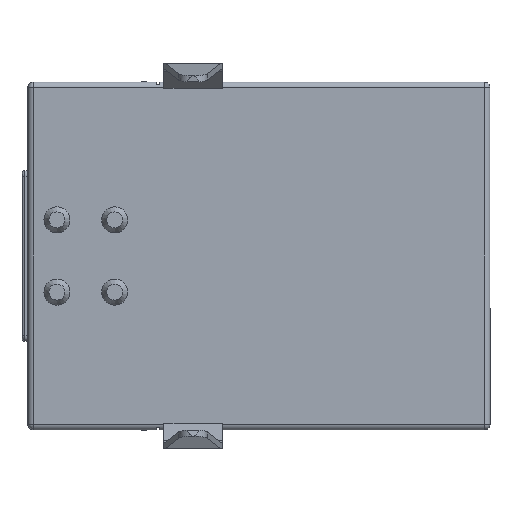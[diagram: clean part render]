
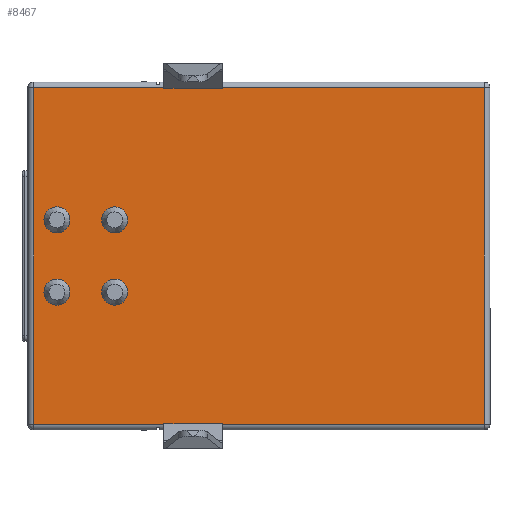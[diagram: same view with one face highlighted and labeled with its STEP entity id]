
A CAD part, front view. The second image highlights one B-rep face of the part: STEP entity #8467.
In plain terms, the highlighted planar face has unit normal (0, -1, 0).
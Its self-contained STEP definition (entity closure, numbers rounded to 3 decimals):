
#3 = EDGE_CURVE ( 'NONE', #10073, #487, #2106, .T. ) ;
#417 = EDGE_CURVE ( 'NONE', #547, #420, #2993, .T. ) ;
#420 = VERTEX_POINT ( 'NONE', #2949 ) ;
#425 = ORIENTED_EDGE ( 'NONE', *, *, #15555, .F. ) ;
#445 = ORIENTED_EDGE ( 'NONE', *, *, #417, .F. ) ;
#485 = ORIENTED_EDGE ( 'NONE', *, *, #10074, .F. ) ;
#487 = VERTEX_POINT ( 'NONE', #3114 ) ;
#493 = EDGE_LOOP ( 'NONE', ( #15578 ) ) ;
#497 = ORIENTED_EDGE ( 'NONE', *, *, #3, .T. ) ;
#501 = EDGE_LOOP ( 'NONE', ( #425 ) ) ;
#528 = EDGE_CURVE ( 'NONE', #530, #10476, #3190, .T. ) ;
#530 = VERTEX_POINT ( 'NONE', #3191 ) ;
#547 = VERTEX_POINT ( 'NONE', #3179 ) ;
#2103 = DIRECTION ( 'NONE',  ( 1., 0., 0. ) ) ;
#2104 = VECTOR ( 'NONE', #2103, 1000. ) ;
#2105 = CARTESIAN_POINT ( 'NONE',  ( 8., 0., -5.82 ) ) ;
#2106 = LINE ( 'NONE', #2105, #2104 ) ;
#2943 = DIRECTION ( 'NONE',  ( -1., 0., 0. ) ) ;
#2949 = CARTESIAN_POINT ( 'NONE',  ( -3.285, 0., -5.804 ) ) ;
#2963 = CARTESIAN_POINT ( 'NONE',  ( 8.715, 0., -5.804 ) ) ;
#2991 = VECTOR ( 'NONE', #2943, 1000. ) ;
#2993 = LINE ( 'NONE', #2963, #2991 ) ;
#3114 = CARTESIAN_POINT ( 'NONE',  ( 7.8, 0., -5.82 ) ) ;
#3179 = CARTESIAN_POINT ( 'NONE',  ( -1.275, 0., -5.804 ) ) ;
#3187 = DIRECTION ( 'NONE',  ( 0., 0., 1. ) ) ;
#3188 = VECTOR ( 'NONE', #3187, 1000. ) ;
#3189 = CARTESIAN_POINT ( 'NONE',  ( -3.285, 0., -14.248 ) ) ;
#3190 = LINE ( 'NONE', #3189, #3188 ) ;
#3191 = CARTESIAN_POINT ( 'NONE',  ( -3.285, 0., 5.804 ) ) ;
#5971 = CIRCLE ( 'NONE', #5975, 0.45 ) ;
#5975 = AXIS2_PLACEMENT_3D ( 'NONE', #5990, #5977, #6029 ) ;
#5977 = DIRECTION ( 'NONE',  ( 0., -1., 0. ) ) ;
#5990 = CARTESIAN_POINT ( 'NONE',  ( -4.99, 0., 1.25 ) ) ;
#6005 = FACE_BOUND ( 'NONE', #15911, .T. ) ;
#6029 = DIRECTION ( 'NONE',  ( 0., 0., 1. ) ) ;
#6043 = FACE_BOUND ( 'NONE', #15479, .T. ) ;
#6045 = FACE_BOUND ( 'NONE', #493, .T. ) ;
#6049 = PLANE ( 'NONE',  #6083 ) ;
#6050 = FACE_BOUND ( 'NONE', #501, .T. ) ;
#6057 = FACE_OUTER_BOUND ( 'NONE', #8491, .T. ) ;
#6080 = DIRECTION ( 'NONE',  ( 0., 0., 1. ) ) ;
#6081 = DIRECTION ( 'NONE',  ( 0., 1., 0. ) ) ;
#6082 = CARTESIAN_POINT ( 'NONE',  ( 8., 0., 6.02 ) ) ;
#6083 = AXIS2_PLACEMENT_3D ( 'NONE', #6082, #6081, #6080 ) ;
#8071 = EDGE_CURVE ( 'NONE', #14770, #14770, #5971, .T. ) ;
#8281 = DIRECTION ( 'NONE',  ( 0., 0., -1. ) ) ;
#8282 = VECTOR ( 'NONE', #8281, 1000. ) ;
#8303 = CARTESIAN_POINT ( 'NONE',  ( -7.8, 0., 6.02 ) ) ;
#8304 = LINE ( 'NONE', #8303, #8282 ) ;
#8310 = CARTESIAN_POINT ( 'NONE',  ( -7.8, 0., -5.82 ) ) ;
#8467 = ADVANCED_FACE ( 'NONE', ( #6057, #6050, #6045, #6043, #6005 ), #6049, .F. ) ;
#8480 = CARTESIAN_POINT ( 'NONE',  ( 8., 0., -5.82 ) ) ;
#8481 = LINE ( 'NONE', #8480, #8486 ) ;
#8486 = VECTOR ( 'NONE', #8534, 1000. ) ;
#8491 = EDGE_LOOP ( 'NONE', ( #15919, #10077, #15890, #9896, #9776, #445, #485, #497, #10072, #9900, #15450, #15490 ) ) ;
#8533 = CARTESIAN_POINT ( 'NONE',  ( -3.285, 0., -5.82 ) ) ;
#8534 = DIRECTION ( 'NONE',  ( 1., 0., 0. ) ) ;
#8551 = LINE ( 'NONE', #8581, #8580 ) ;
#8579 = DIRECTION ( 'NONE',  ( 0., 0., 1. ) ) ;
#8580 = VECTOR ( 'NONE', #8579, 1000. ) ;
#8581 = CARTESIAN_POINT ( 'NONE',  ( -3.285, 0., -14.248 ) ) ;
#9776 = ORIENTED_EDGE ( 'NONE', *, *, #9931, .T. ) ;
#9790 = VERTEX_POINT ( 'NONE', #8310 ) ;
#9798 = EDGE_CURVE ( 'NONE', #15956, #9790, #8304, .T. ) ;
#9895 = EDGE_CURVE ( 'NONE', #9790, #9901, #8481, .T. ) ;
#9896 = ORIENTED_EDGE ( 'NONE', *, *, #9895, .T. ) ;
#9900 = ORIENTED_EDGE ( 'NONE', *, *, #15483, .T. ) ;
#9901 = VERTEX_POINT ( 'NONE', #8533 ) ;
#9931 = EDGE_CURVE ( 'NONE', #9901, #420, #8551, .T. ) ;
#10072 = ORIENTED_EDGE ( 'NONE', *, *, #15458, .T. ) ;
#10073 = VERTEX_POINT ( 'NONE', #10266 ) ;
#10074 = EDGE_CURVE ( 'NONE', #10073, #547, #10288, .T. ) ;
#10077 = ORIENTED_EDGE ( 'NONE', *, *, #16027, .T. ) ;
#10266 = CARTESIAN_POINT ( 'NONE',  ( -1.275, 0., -5.82 ) ) ;
#10285 = DIRECTION ( 'NONE',  ( 0., 0., 1. ) ) ;
#10286 = VECTOR ( 'NONE', #10285, 1000. ) ;
#10287 = CARTESIAN_POINT ( 'NONE',  ( -1.275, 0., -14.248 ) ) ;
#10288 = LINE ( 'NONE', #10287, #10286 ) ;
#10344 = CARTESIAN_POINT ( 'NONE',  ( -3.285, 0., 5.82 ) ) ;
#10476 = VERTEX_POINT ( 'NONE', #10344 ) ;
#11926 = CARTESIAN_POINT ( 'NONE',  ( 7.8, 0., 5.82 ) ) ;
#12016 = DIRECTION ( 'NONE',  ( 0., 0., 1. ) ) ;
#12017 = VECTOR ( 'NONE', #12016, 1000. ) ;
#12018 = CARTESIAN_POINT ( 'NONE',  ( -1.275, 0., 5.82 ) ) ;
#12026 = LINE ( 'NONE', #12031, #12017 ) ;
#12031 = CARTESIAN_POINT ( 'NONE',  ( 7.8, 0., 6.02 ) ) ;
#12220 = DIRECTION ( 'NONE',  ( -1., 0., 0. ) ) ;
#12221 = VECTOR ( 'NONE', #12220, 1000. ) ;
#12222 = CARTESIAN_POINT ( 'NONE',  ( 8., 0., 5.82 ) ) ;
#12235 = LINE ( 'NONE', #12222, #12221 ) ;
#12318 = CARTESIAN_POINT ( 'NONE',  ( -1.275, 0., 5.804 ) ) ;
#12366 = CARTESIAN_POINT ( 'NONE',  ( -6.99, 0., 1.25 ) ) ;
#12377 = CIRCLE ( 'NONE', #12421, 0.45 ) ;
#12382 = LINE ( 'NONE', #12430, #12429 ) ;
#12411 = DIRECTION ( 'NONE',  ( 0., 0., 1. ) ) ;
#12412 = DIRECTION ( 'NONE',  ( 0., -1., 0. ) ) ;
#12414 = CARTESIAN_POINT ( 'NONE',  ( 8.715, 0., 5.804 ) ) ;
#12415 = LINE ( 'NONE', #12414, #12441 ) ;
#12421 = AXIS2_PLACEMENT_3D ( 'NONE', #12366, #12412, #12411 ) ;
#12428 = DIRECTION ( 'NONE',  ( 0., 0., 1. ) ) ;
#12429 = VECTOR ( 'NONE', #12428, 1000. ) ;
#12430 = CARTESIAN_POINT ( 'NONE',  ( -1.275, 0., -14.248 ) ) ;
#12440 = DIRECTION ( 'NONE',  ( -1., 0., 0. ) ) ;
#12441 = VECTOR ( 'NONE', #12440, 1000. ) ;
#12458 = CIRCLE ( 'NONE', #12514, 0.45 ) ;
#12511 = DIRECTION ( 'NONE',  ( 0., 0., 1. ) ) ;
#12512 = DIRECTION ( 'NONE',  ( 0., -1., 0. ) ) ;
#12513 = CARTESIAN_POINT ( 'NONE',  ( -4.99, 0., -1.25 ) ) ;
#12514 = AXIS2_PLACEMENT_3D ( 'NONE', #12513, #12512, #12511 ) ;
#13279 = CIRCLE ( 'NONE', #13315, 0.45 ) ;
#13312 = DIRECTION ( 'NONE',  ( 0., 0., 1. ) ) ;
#13313 = DIRECTION ( 'NONE',  ( 0., -1., 0. ) ) ;
#13314 = CARTESIAN_POINT ( 'NONE',  ( -6.99, 0., -1.25 ) ) ;
#13315 = AXIS2_PLACEMENT_3D ( 'NONE', #13314, #13313, #13312 ) ;
#13369 = CARTESIAN_POINT ( 'NONE',  ( -7.8, 0., 5.82 ) ) ;
#13528 = DIRECTION ( 'NONE',  ( -1., 0., 0. ) ) ;
#13529 = VECTOR ( 'NONE', #13528, 1000. ) ;
#13530 = CARTESIAN_POINT ( 'NONE',  ( 8., 0., 5.82 ) ) ;
#13531 = LINE ( 'NONE', #13530, #13529 ) ;
#14762 = VERTEX_POINT ( 'NONE', #14764 ) ;
#14764 = CARTESIAN_POINT ( 'NONE',  ( -6.99, 0., 1.7 ) ) ;
#14770 = VERTEX_POINT ( 'NONE', #14778 ) ;
#14778 = CARTESIAN_POINT ( 'NONE',  ( -4.99, 0., 1.7 ) ) ;
#14809 = CARTESIAN_POINT ( 'NONE',  ( -6.99, 0., -0.8 ) ) ;
#14810 = VERTEX_POINT ( 'NONE', #14809 ) ;
#14822 = CARTESIAN_POINT ( 'NONE',  ( -4.99, 0., -0.8 ) ) ;
#14823 = VERTEX_POINT ( 'NONE', #14822 ) ;
#15450 = ORIENTED_EDGE ( 'NONE', *, *, #15544, .F. ) ;
#15454 = VERTEX_POINT ( 'NONE', #11926 ) ;
#15458 = EDGE_CURVE ( 'NONE', #487, #15454, #12026, .T. ) ;
#15468 = VERTEX_POINT ( 'NONE', #12018 ) ;
#15479 = EDGE_LOOP ( 'NONE', ( #15905 ) ) ;
#15483 = EDGE_CURVE ( 'NONE', #15454, #15468, #12235, .T. ) ;
#15490 = ORIENTED_EDGE ( 'NONE', *, *, #15564, .T. ) ;
#15527 = VERTEX_POINT ( 'NONE', #12318 ) ;
#15544 = EDGE_CURVE ( 'NONE', #15527, #15468, #12382, .T. ) ;
#15555 = EDGE_CURVE ( 'NONE', #14762, #14762, #12377, .T. ) ;
#15564 = EDGE_CURVE ( 'NONE', #15527, #530, #12415, .T. ) ;
#15578 = ORIENTED_EDGE ( 'NONE', *, *, #15579, .F. ) ;
#15579 = EDGE_CURVE ( 'NONE', #14823, #14823, #12458, .T. ) ;
#15890 = ORIENTED_EDGE ( 'NONE', *, *, #9798, .T. ) ;
#15905 = ORIENTED_EDGE ( 'NONE', *, *, #15918, .F. ) ;
#15911 = EDGE_LOOP ( 'NONE', ( #15924 ) ) ;
#15918 = EDGE_CURVE ( 'NONE', #14810, #14810, #13279, .T. ) ;
#15919 = ORIENTED_EDGE ( 'NONE', *, *, #528, .T. ) ;
#15924 = ORIENTED_EDGE ( 'NONE', *, *, #8071, .F. ) ;
#15956 = VERTEX_POINT ( 'NONE', #13369 ) ;
#16027 = EDGE_CURVE ( 'NONE', #10476, #15956, #13531, .T. ) ;
